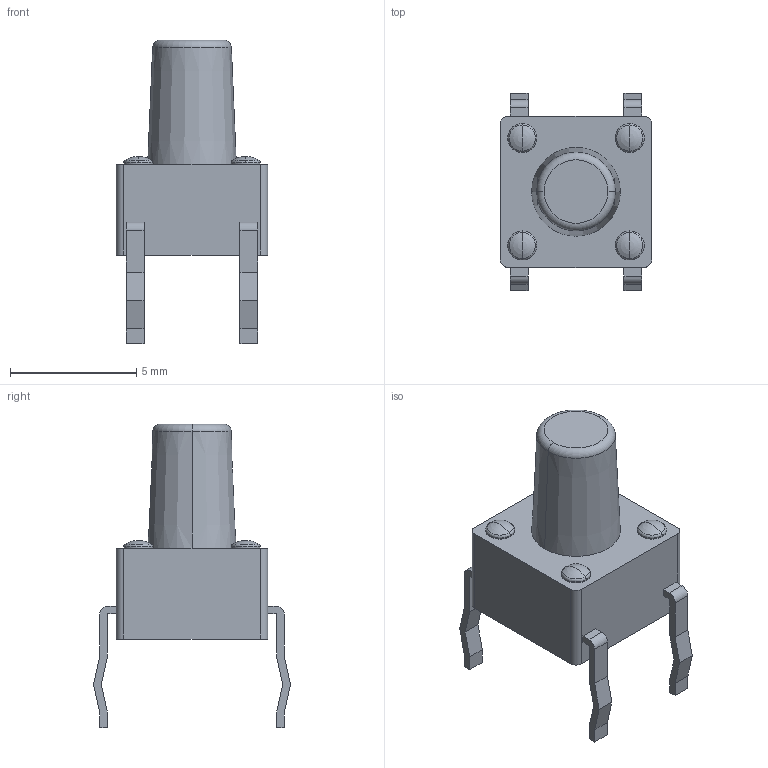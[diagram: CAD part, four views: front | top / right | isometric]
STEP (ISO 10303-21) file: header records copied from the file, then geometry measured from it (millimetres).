
FILE_DESCRIPTION(('FreeCAD Model'),'2;1');
FILE_NAME('SPST_PUSHBTN.step', '2016-09-30T14:43:42',('Author'),(''), 'Open CASCADE STEP processor 6.8','FreeCAD','Unknown');
FILE_SCHEMA(('AUTOMOTIVE_DESIGN_CC2 { 1 2 10303 214 -1 1 5 4 }'));
Length unit declared in the file: millimetre
Products named in the file (2): ASSEMBLY; SPST_PUSHBTN
Assembly tree (1 placements, depth 2):
  ASSEMBLY
    SPST_PUSHBTN
Bounding box: 5.99 x 7.8 x 12.01 mm (x, y, z)
Volume: 175.9 mm3; surface area: 247 mm2
Topology: 1 solids, 1 shells, 99 faces, 266 edges, 170 vertices
Faces by surface type: plane 59, cylinder 20, torus 10, sphere 8, cone 2
Entity records: 10199 total; most frequent: CARTESIAN_POINT 5209, DIRECTION 866, ORIENTED_EDGE 516, PCURVE 516, DEFINITIONAL_REPRESENTATION 516, LINE 490, VECTOR 490, EDGE_CURVE 258
